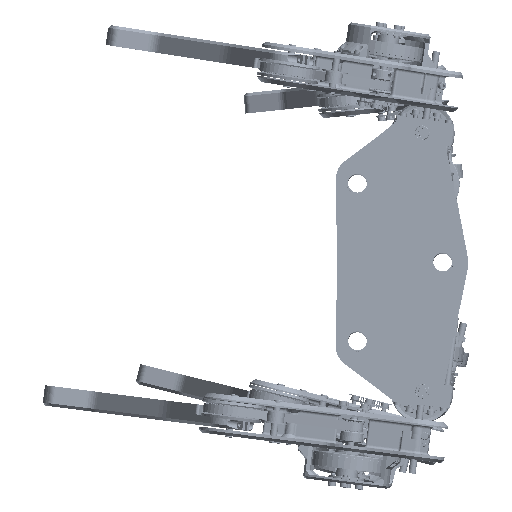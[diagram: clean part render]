
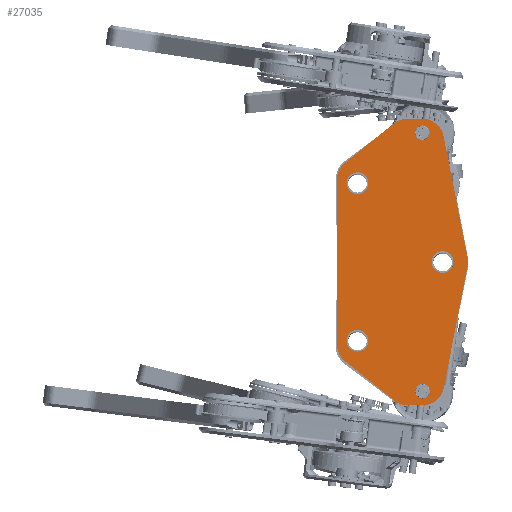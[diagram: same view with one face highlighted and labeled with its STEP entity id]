
A CAD part, top view. The second image highlights one B-rep face of the part: STEP entity #27035.
In plain terms, the highlighted planar face has unit normal (0, 0, 1).
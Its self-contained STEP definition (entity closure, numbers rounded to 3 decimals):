
#6280=CIRCLE('',#28480,15.);
#6282=CIRCLE('',#28484,15.);
#6284=CIRCLE('',#28488,15.);
#6286=CIRCLE('',#28491,5.);
#6288=CIRCLE('',#28494,7.5);
#6290=CIRCLE('',#28498,15.);
#6292=CIRCLE('',#28502,15.);
#6295=CIRCLE('',#28507,7.5);
#6296=CIRCLE('',#28509,17.5);
#6298=CIRCLE('',#28513,15.);
#6300=CIRCLE('',#28516,5.);
#6302=CIRCLE('',#28519,7.5);
#8111=VERTEX_POINT('',#37908);
#8112=VERTEX_POINT('',#37909);
#8115=VERTEX_POINT('',#37917);
#8116=VERTEX_POINT('',#37918);
#8119=VERTEX_POINT('',#37926);
#8121=VERTEX_POINT('',#37932);
#8123=VERTEX_POINT('',#37938);
#8125=VERTEX_POINT('',#37947);
#8127=VERTEX_POINT('',#37952);
#8129=VERTEX_POINT('',#37957);
#8130=VERTEX_POINT('',#37958);
#8133=VERTEX_POINT('',#37966);
#8135=VERTEX_POINT('',#37972);
#8137=VERTEX_POINT('',#37978);
#8140=VERTEX_POINT('',#37989);
#8141=VERTEX_POINT('',#37992);
#8143=VERTEX_POINT('',#37998);
#8145=VERTEX_POINT('',#38007);
#8147=VERTEX_POINT('',#38012);
#10259=VECTOR('',#31384,1.);
#10265=VECTOR('',#31397,1.);
#10269=VECTOR('',#31408,1.);
#10272=VECTOR('',#31430,1.);
#10277=VECTOR('',#31442,1.);
#10281=VECTOR('',#31453,1.);
#10284=VECTOR('',#31469,1.);
#11789=LINE('',#37907,#10259);
#11795=LINE('',#37925,#10265);
#11799=LINE('',#37937,#10269);
#11802=LINE('',#37956,#10272);
#11807=LINE('',#37971,#10277);
#11811=LINE('',#37983,#10281);
#11814=LINE('',#37997,#10284);
#13357=EDGE_CURVE('',#8111,#8112,#11789,.T.);
#13361=EDGE_CURVE('',#8115,#8116,#6280,.T.);
#13365=EDGE_CURVE('',#8116,#8119,#11795,.T.);
#13368=EDGE_CURVE('',#8119,#8121,#6282,.T.);
#13371=EDGE_CURVE('',#8121,#8123,#11799,.T.);
#13374=EDGE_CURVE('',#8123,#8111,#6284,.T.);
#13376=EDGE_CURVE('',#8125,#8125,#6286,.T.);
#13378=EDGE_CURVE('',#8127,#8127,#6288,.T.);
#13380=EDGE_CURVE('',#8129,#8130,#11802,.T.);
#13384=EDGE_CURVE('',#8130,#8133,#6290,.T.);
#13387=EDGE_CURVE('',#8133,#8135,#11807,.T.);
#13390=EDGE_CURVE('',#8135,#8137,#6292,.T.);
#13393=EDGE_CURVE('',#8137,#8115,#11811,.T.);
#13396=EDGE_CURVE('',#8140,#8140,#6295,.T.);
#13397=EDGE_CURVE('',#8112,#8141,#6296,.T.);
#13400=EDGE_CURVE('',#8141,#8143,#11814,.T.);
#13403=EDGE_CURVE('',#8143,#8129,#6298,.T.);
#13405=EDGE_CURVE('',#8145,#8145,#6300,.T.);
#13407=EDGE_CURVE('',#8147,#8147,#6302,.T.);
#16817=ORIENTED_EDGE('',*,*,#13396,.F.);
#16818=ORIENTED_EDGE('',*,*,#13378,.F.);
#16819=ORIENTED_EDGE('',*,*,#13376,.F.);
#16820=ORIENTED_EDGE('',*,*,#13407,.F.);
#16821=ORIENTED_EDGE('',*,*,#13405,.F.);
#16822=ORIENTED_EDGE('',*,*,#13380,.F.);
#16823=ORIENTED_EDGE('',*,*,#13403,.F.);
#16824=ORIENTED_EDGE('',*,*,#13400,.F.);
#16825=ORIENTED_EDGE('',*,*,#13397,.F.);
#16826=ORIENTED_EDGE('',*,*,#13357,.F.);
#16827=ORIENTED_EDGE('',*,*,#13374,.F.);
#16828=ORIENTED_EDGE('',*,*,#13371,.F.);
#16829=ORIENTED_EDGE('',*,*,#13368,.F.);
#16830=ORIENTED_EDGE('',*,*,#13365,.F.);
#16831=ORIENTED_EDGE('',*,*,#13361,.F.);
#16832=ORIENTED_EDGE('',*,*,#13393,.F.);
#16833=ORIENTED_EDGE('',*,*,#13390,.F.);
#16834=ORIENTED_EDGE('',*,*,#13387,.F.);
#16835=ORIENTED_EDGE('',*,*,#13384,.F.);
#23383=EDGE_LOOP('',(#16817));
#23384=EDGE_LOOP('',(#16818));
#23385=EDGE_LOOP('',(#16819));
#23386=EDGE_LOOP('',(#16820));
#23387=EDGE_LOOP('',(#16821));
#23388=EDGE_LOOP('',(#16822,#16823,#16824,#16825,#16826,#16827,#16828,#16829,
#16830,#16831,#16832,#16833,#16834,#16835));
#25231=FACE_BOUND('',#23383,.T.);
#25232=FACE_BOUND('',#23384,.T.);
#25233=FACE_BOUND('',#23385,.T.);
#25234=FACE_BOUND('',#23386,.T.);
#25235=FACE_BOUND('',#23387,.T.);
#25236=FACE_BOUND('',#23388,.T.);
#27035=ADVANCED_FACE('',(#25231,#25232,#25233,#25234,#25235,#25236),#47593,
 .T.);
#28480=AXIS2_PLACEMENT_3D('',#37916,#31390,#31391);
#28484=AXIS2_PLACEMENT_3D('',#37931,#31402,#31403);
#28488=AXIS2_PLACEMENT_3D('',#37943,#31413,#31414);
#28491=AXIS2_PLACEMENT_3D('',#37946,#31419,#31420);
#28494=AXIS2_PLACEMENT_3D('',#37951,#31425,#31426);
#28498=AXIS2_PLACEMENT_3D('',#37965,#31436,#31437);
#28502=AXIS2_PLACEMENT_3D('',#37977,#31447,#31448);
#28507=AXIS2_PLACEMENT_3D('',#37988,#31459,#31460);
#28509=AXIS2_PLACEMENT_3D('',#37991,#31463,#31464);
#28513=AXIS2_PLACEMENT_3D('',#38003,#31474,#31475);
#28516=AXIS2_PLACEMENT_3D('',#38006,#31480,#31481);
#28519=AXIS2_PLACEMENT_3D('',#38011,#31486,#31487);
#28521=AXIS2_PLACEMENT_3D('',#38015,#31490,$);
#31384=DIRECTION('',(0.981,0.193,0.));
#31390=DIRECTION('',(0.,0.,-1.));
#31391=DIRECTION('',(-15.,0.,0.));
#31397=DIRECTION('',(-0.626,0.78,0.));
#31402=DIRECTION('',(0.,0.,-1.));
#31403=DIRECTION('',(-15.,0.,0.));
#31408=DIRECTION('',(0.001,1.,0.));
#31413=DIRECTION('',(0.,0.,-1.));
#31414=DIRECTION('',(-15.,0.,0.));
#31419=DIRECTION('',(0.,0.,1.));
#31420=DIRECTION('',(-5.,0.,0.));
#31425=DIRECTION('',(0.,0.,1.));
#31426=DIRECTION('',(-7.5,0.,0.));
#31430=DIRECTION('',(0.001,-1.,0.));
#31436=DIRECTION('',(0.,0.,-1.));
#31437=DIRECTION('',(15.,0.,0.));
#31442=DIRECTION('',(-0.626,-0.78,0.));
#31447=DIRECTION('',(0.,0.,-1.));
#31448=DIRECTION('',(15.,0.,0.));
#31453=DIRECTION('',(-1.,0.,0.));
#31459=DIRECTION('',(0.,0.,1.));
#31460=DIRECTION('',(-7.5,0.,0.));
#31463=DIRECTION('',(0.,0.,-1.));
#31464=DIRECTION('',(-17.5,0.,0.));
#31469=DIRECTION('',(0.981,-0.193,0.));
#31474=DIRECTION('',(0.,0.,-1.));
#31475=DIRECTION('',(15.,0.,0.));
#31480=DIRECTION('',(0.,0.,1.));
#31481=DIRECTION('',(5.,0.,0.));
#31486=DIRECTION('',(0.,0.,1.));
#31487=DIRECTION('',(7.5,0.,0.));
#31490=DIRECTION('',(0.,0.,1.));
#37907=CARTESIAN_POINT('',(-92.945,31.225,40.975));
#37908=CARTESIAN_POINT('',(-176.723,14.72,40.975));
#37909=CARTESIAN_POINT('',(-92.945,31.225,40.975));
#37916=CARTESIAN_POINT('',(-146.625,-44.221,40.975));
#37917=CARTESIAN_POINT('',(-146.625,-59.221,40.975));
#37918=CARTESIAN_POINT('',(-158.59,-53.267,40.975));
#37925=CARTESIAN_POINT('',(-185.544,-19.661,40.975));
#37926=CARTESIAN_POINT('',(-185.544,-19.661,40.975));
#37931=CARTESIAN_POINT('',(-173.842,-10.276,40.975));
#37932=CARTESIAN_POINT('',(-188.831,-9.702,40.975));
#37937=CARTESIAN_POINT('',(-188.824,0.014,40.975));
#37938=CARTESIAN_POINT('',(-188.824,0.014,40.975));
#37943=CARTESIAN_POINT('',(-173.824,0.003,40.975));
#37946=CARTESIAN_POINT('',(-179.126,0.,40.975));
#37947=CARTESIAN_POINT('',(-184.126,0.,40.975));
#37951=CARTESIAN_POINT('',(-144.126,-45.,40.975));
#37952=CARTESIAN_POINT('',(-151.626,-45.,40.975));
#37956=CARTESIAN_POINT('',(9.698,0.014,40.975));
#37957=CARTESIAN_POINT('',(9.698,0.014,40.975));
#37958=CARTESIAN_POINT('',(9.705,-9.702,40.975));
#37965=CARTESIAN_POINT('',(-5.284,-10.276,40.975));
#37966=CARTESIAN_POINT('',(6.418,-19.661,40.975));
#37971=CARTESIAN_POINT('',(6.418,-19.661,40.975));
#37972=CARTESIAN_POINT('',(-20.536,-53.267,40.975));
#37977=CARTESIAN_POINT('',(-32.501,-44.221,40.975));
#37978=CARTESIAN_POINT('',(-32.501,-59.221,40.975));
#37983=CARTESIAN_POINT('',(-32.501,-59.221,40.975));
#37988=CARTESIAN_POINT('',(-89.563,14.055,40.975));
#37989=CARTESIAN_POINT('',(-89.563,21.555,40.975));
#37991=CARTESIAN_POINT('',(-89.563,14.055,40.975));
#37992=CARTESIAN_POINT('',(-86.18,31.225,40.975));
#37997=CARTESIAN_POINT('',(-86.18,31.225,40.975));
#37998=CARTESIAN_POINT('',(-2.403,14.72,40.975));
#38003=CARTESIAN_POINT('',(-5.302,0.003,40.975));
#38006=CARTESIAN_POINT('',(0.,0.,40.975));
#38007=CARTESIAN_POINT('',(5.,0.,40.975));
#38011=CARTESIAN_POINT('',(-35.,-45.,40.975));
#38012=CARTESIAN_POINT('',(-27.5,-45.,40.975));
#38015=CARTESIAN_POINT('',(-48.751,-14.09,40.975));
#47593=PLANE('',#28521);
